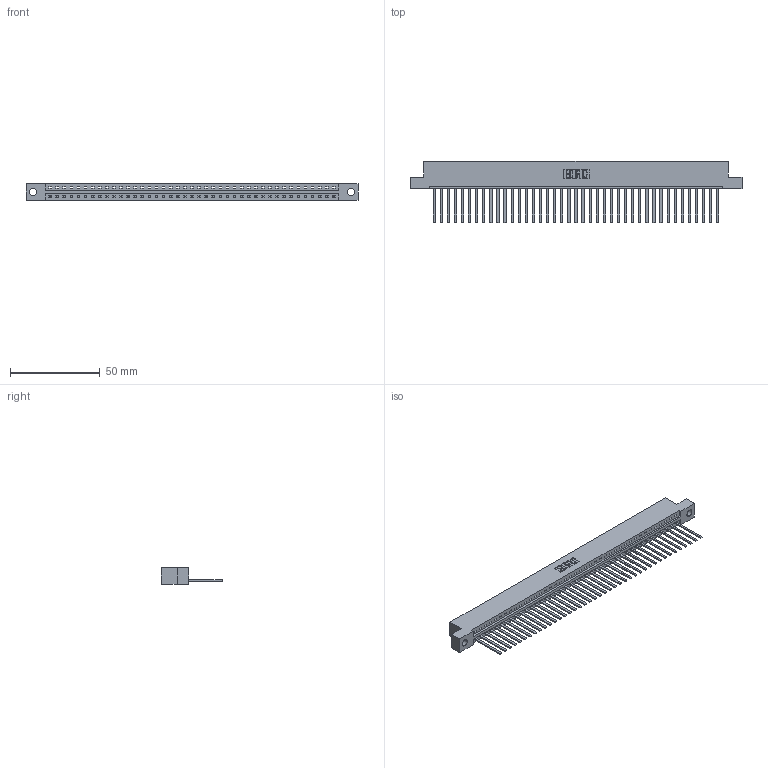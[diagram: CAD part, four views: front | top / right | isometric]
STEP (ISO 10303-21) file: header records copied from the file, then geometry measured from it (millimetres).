
FILE_DESCRIPTION (( 'STEP AP203' ), '1' );
FILE_NAME ('337-041-544-104.STEP', '2019-10-01T21:13:26', ( '' ), ( '' ), 'SwSTEP 2.0', 'SolidWorks 2016', '' );
FILE_SCHEMA (( 'CONFIG_CONTROL_DESIGN' ));
Length unit declared in the file: inch
Products named in the file (3): 337-041-544-104; 345-292-001_345-293-144; 337 Part_Flush Mounting Lugs - 0.156 Dia-TH
Assembly tree (42 placements, depth 2):
  337-041-544-104
    337 Part_Flush Mounting Lugs - 0.156 Dia-TH
    345-292-001_345-293-144  x41
Bounding box: 185.47 x 34.3 x 9.4 mm (x, y, z)
Volume: 19651 mm3; surface area: 21658.2 mm2
Topology: 42 solids, 42 shells, 2410 faces, 7281 edges, 4798 vertices
Faces by surface type: plane 1792, cylinder 618
Entity records: 30425 total; most frequent: CARTESIAN_POINT 5305, ORIENTED_EDGE 5282, DIRECTION 4463, EDGE_CURVE 2641, LINE 2517, VECTOR 2517, VERTEX_POINT 1758, AXIS2_PLACEMENT_3D 973
